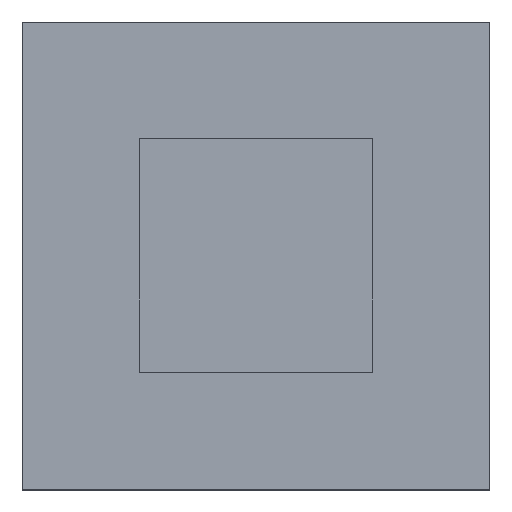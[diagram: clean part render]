
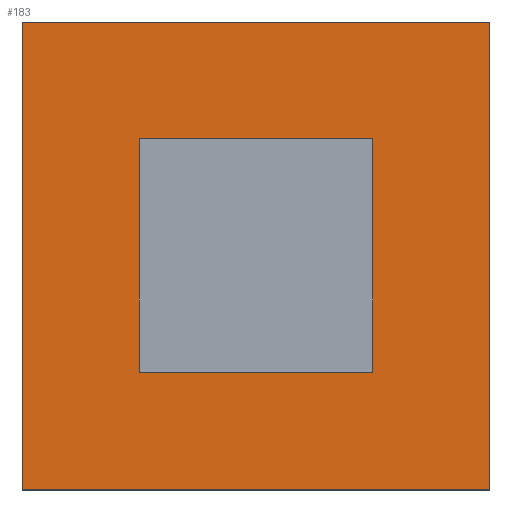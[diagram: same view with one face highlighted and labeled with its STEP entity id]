
A CAD part, top view. The second image highlights one B-rep face of the part: STEP entity #183.
In plain terms, the highlighted planar face has unit normal (0, 0, 1).
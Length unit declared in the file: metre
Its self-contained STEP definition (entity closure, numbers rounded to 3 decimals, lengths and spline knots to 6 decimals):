
#183 = ADVANCED_FACE( '', ( #214, #215 ), #216, .T. );
#214 = FACE_OUTER_BOUND( '', #239, .T. );
#215 = FACE_BOUND( '', #240, .T. );
#216 = PLANE( '', #241 );
#239 = EDGE_LOOP( '', ( #288, #289, #290, #291 ) );
#240 = EDGE_LOOP( '', ( #292, #293, #294, #295 ) );
#241 = AXIS2_PLACEMENT_3D( '', #296, #297, #298 );
#288 = ORIENTED_EDGE( '', *, *, #346, .F. );
#289 = ORIENTED_EDGE( '', *, *, #347, .F. );
#290 = ORIENTED_EDGE( '', *, *, #348, .F. );
#291 = ORIENTED_EDGE( '', *, *, #349, .F. );
#292 = ORIENTED_EDGE( '', *, *, #345, .F. );
#293 = ORIENTED_EDGE( '', *, *, #343, .F. );
#294 = ORIENTED_EDGE( '', *, *, #337, .F. );
#295 = ORIENTED_EDGE( '', *, *, #340, .F. );
#296 = CARTESIAN_POINT( '', ( 0., 0., 0.05 ) );
#297 = DIRECTION( '', ( 0., 0., 1. ) );
#298 = DIRECTION( '', ( 1., 0., 0. ) );
#337 = EDGE_CURVE( '', #363, #358, #365, .T. );
#340 = EDGE_CURVE( '', #368, #363, #370, .T. );
#343 = EDGE_CURVE( '', #358, #371, #375, .T. );
#345 = EDGE_CURVE( '', #371, #368, #377, .T. );
#346 = EDGE_CURVE( '', #378, #379, #380, .T. );
#347 = EDGE_CURVE( '', #381, #378, #382, .T. );
#348 = EDGE_CURVE( '', #383, #381, #384, .T. );
#349 = EDGE_CURVE( '', #379, #383, #385, .T. );
#358 = VERTEX_POINT( '', #398 );
#363 = VERTEX_POINT( '', #405 );
#365 = LINE( '', #408, #409 );
#368 = VERTEX_POINT( '', #413 );
#370 = LINE( '', #416, #417 );
#371 = VERTEX_POINT( '', #418 );
#375 = LINE( '', #424, #425 );
#377 = LINE( '', #428, #429 );
#378 = VERTEX_POINT( '', #430 );
#379 = VERTEX_POINT( '', #431 );
#380 = LINE( '', #432, #433 );
#381 = VERTEX_POINT( '', #434 );
#382 = LINE( '', #435, #436 );
#383 = VERTEX_POINT( '', #437 );
#384 = LINE( '', #438, #439 );
#385 = LINE( '', #440, #441 );
#398 = CARTESIAN_POINT( '', ( -0.025, -0.025, 0.05 ) );
#405 = CARTESIAN_POINT( '', ( -0.025, 0.025, 0.05 ) );
#408 = CARTESIAN_POINT( '', ( -0.025, 0., 0.05 ) );
#409 = VECTOR( '', #465, 1. );
#413 = CARTESIAN_POINT( '', ( 0.025, 0.025, 0.05 ) );
#416 = CARTESIAN_POINT( '', ( 0., 0.025, 0.05 ) );
#417 = VECTOR( '', #468, 1. );
#418 = CARTESIAN_POINT( '', ( 0.025, -0.025, 0.05 ) );
#424 = CARTESIAN_POINT( '', ( 0., -0.025, 0.05 ) );
#425 = VECTOR( '', #471, 1. );
#428 = CARTESIAN_POINT( '', ( 0.025, 0., 0.05 ) );
#429 = VECTOR( '', #473, 1. );
#430 = CARTESIAN_POINT( '', ( 0.05, -0.05, 0.05 ) );
#431 = CARTESIAN_POINT( '', ( -0.05, -0.05, 0.05 ) );
#432 = CARTESIAN_POINT( '', ( 0., -0.05, 0.05 ) );
#433 = VECTOR( '', #474, 1. );
#434 = CARTESIAN_POINT( '', ( 0.05, 0.05, 0.05 ) );
#435 = CARTESIAN_POINT( '', ( 0.05, 0., 0.05 ) );
#436 = VECTOR( '', #475, 1. );
#437 = CARTESIAN_POINT( '', ( -0.05, 0.05, 0.05 ) );
#438 = CARTESIAN_POINT( '', ( 0., 0.05, 0.05 ) );
#439 = VECTOR( '', #476, 1. );
#440 = CARTESIAN_POINT( '', ( -0.05, 0., 0.05 ) );
#441 = VECTOR( '', #477, 1. );
#465 = DIRECTION( '', ( 0., -1., 0. ) );
#468 = DIRECTION( '', ( -1., 0., 0. ) );
#471 = DIRECTION( '', ( 1., 0., 0. ) );
#473 = DIRECTION( '', ( 0., 1., 0. ) );
#474 = DIRECTION( '', ( -1., 0., 0. ) );
#475 = DIRECTION( '', ( 0., -1., 0. ) );
#476 = DIRECTION( '', ( 1., 0., 0. ) );
#477 = DIRECTION( '', ( 0., 1., 0. ) );
